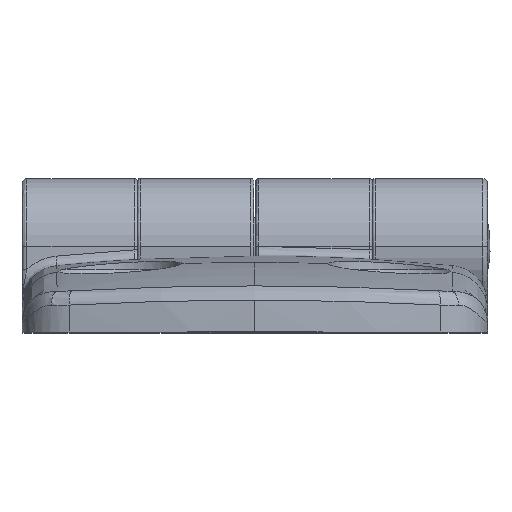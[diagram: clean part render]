
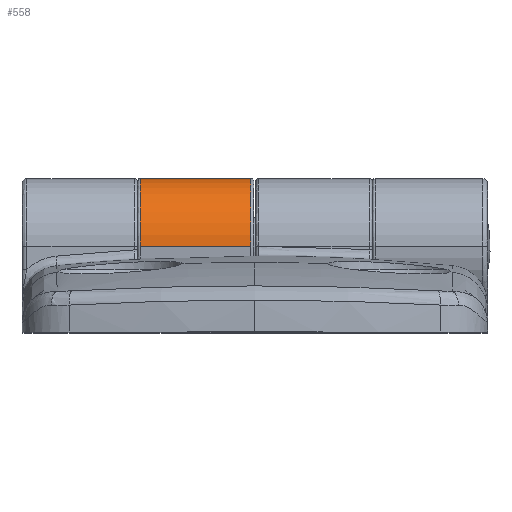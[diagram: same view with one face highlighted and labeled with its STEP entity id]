
A CAD part, top view. The second image highlights one B-rep face of the part: STEP entity #558.
In plain terms, the highlighted cylindrical face has radius 7 mm (diameter 14 mm), a partial arc.
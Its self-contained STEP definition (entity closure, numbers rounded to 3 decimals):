
#25 = EDGE_CURVE ( 'NONE', #3814, #4167, #4108, .T. ) ;
#261 = VERTEX_POINT ( 'NONE', #1118 ) ;
#269 = DIRECTION ( 'NONE',  ( -1., 0., 0. ) ) ;
#326 = ORIENTED_EDGE ( 'NONE', *, *, #2475, .F. ) ;
#558 = ADVANCED_FACE ( 'NONE', ( #1220 ), #3019, .T. ) ;
#642 = VECTOR ( 'NONE', #2167, 1000. ) ;
#714 = EDGE_CURVE ( 'NONE', #1878, #4167, #3792, .T. ) ;
#774 = LINE ( 'NONE', #4222, #642 ) ;
#1069 = CIRCLE ( 'NONE', #3394, 7. ) ;
#1118 = CARTESIAN_POINT ( 'NONE',  ( -0.4, 8.9, 7. ) ) ;
#1220 = FACE_OUTER_BOUND ( 'NONE', #4264, .T. ) ;
#1291 = CARTESIAN_POINT ( 'NONE',  ( -11.8, 8.9, 7. ) ) ;
#1398 = DIRECTION ( 'NONE',  ( -1., 0., 0. ) ) ;
#1517 = CARTESIAN_POINT ( 'NONE',  ( -11.8, 8.9, 0. ) ) ;
#1629 = ORIENTED_EDGE ( 'NONE', *, *, #25, .T. ) ;
#1676 = AXIS2_PLACEMENT_3D ( 'NONE', #3468, #1398, #4699 ) ;
#1810 = CARTESIAN_POINT ( 'NONE',  ( 24., 8.9, -7. ) ) ;
#1878 = VERTEX_POINT ( 'NONE', #1291 ) ;
#2167 = DIRECTION ( 'NONE',  ( -1., 0., 0. ) ) ;
#2332 = CARTESIAN_POINT ( 'NONE',  ( -0.4, 8.9, -7. ) ) ;
#2475 = EDGE_CURVE ( 'NONE', #261, #1878, #774, .T. ) ;
#2876 = ORIENTED_EDGE ( 'NONE', *, *, #714, .F. ) ;
#3019 = CYLINDRICAL_SURFACE ( 'NONE', #1676, 7. ) ;
#3025 = VECTOR ( 'NONE', #3872, 1000. ) ;
#3037 = DIRECTION ( 'NONE',  ( 0., 0., -1. ) ) ;
#3385 = DIRECTION ( 'NONE',  ( 1., 0., 0. ) ) ;
#3394 = AXIS2_PLACEMENT_3D ( 'NONE', #3414, #3385, #3037 ) ;
#3414 = CARTESIAN_POINT ( 'NONE',  ( -0.4, 8.9, 0. ) ) ;
#3468 = CARTESIAN_POINT ( 'NONE',  ( 24., 8.9, 0. ) ) ;
#3533 = AXIS2_PLACEMENT_3D ( 'NONE', #1517, #269, #4007 ) ;
#3792 = CIRCLE ( 'NONE', #3533, 7. ) ;
#3814 = VERTEX_POINT ( 'NONE', #2332 ) ;
#3872 = DIRECTION ( 'NONE',  ( -1., 0., 0. ) ) ;
#3946 = ORIENTED_EDGE ( 'NONE', *, *, #5295, .F. ) ;
#4007 = DIRECTION ( 'NONE',  ( 0., 0., -1. ) ) ;
#4108 = LINE ( 'NONE', #1810, #3025 ) ;
#4167 = VERTEX_POINT ( 'NONE', #4297 ) ;
#4222 = CARTESIAN_POINT ( 'NONE',  ( 24., 8.9, 7. ) ) ;
#4264 = EDGE_LOOP ( 'NONE', ( #326, #3946, #1629, #2876 ) ) ;
#4297 = CARTESIAN_POINT ( 'NONE',  ( -11.8, 8.9, -7. ) ) ;
#4699 = DIRECTION ( 'NONE',  ( 0., 0., 1. ) ) ;
#5295 = EDGE_CURVE ( 'NONE', #3814, #261, #1069, .T. ) ;
